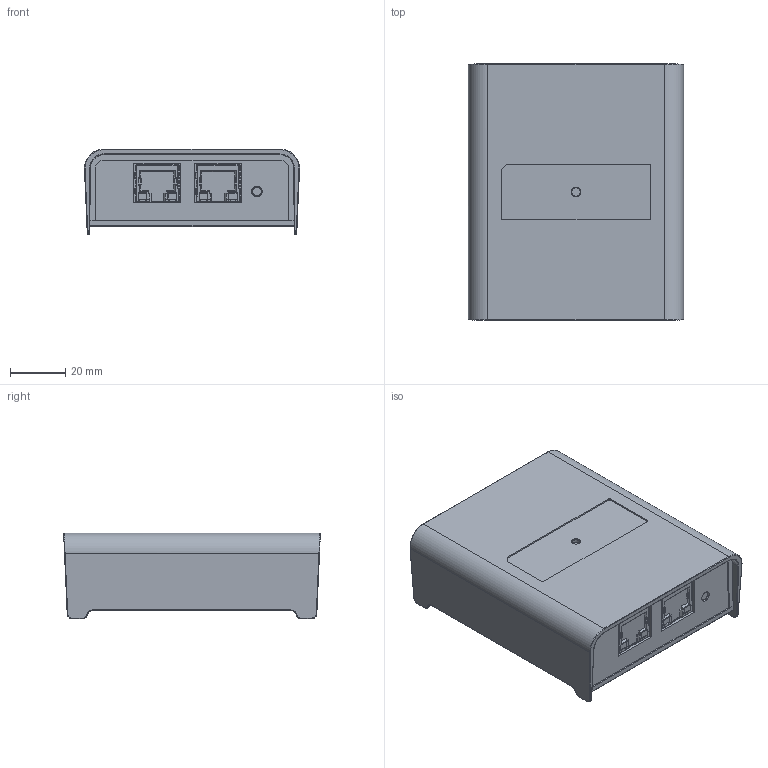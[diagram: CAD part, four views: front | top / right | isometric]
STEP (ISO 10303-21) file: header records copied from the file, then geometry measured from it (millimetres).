
FILE_DESCRIPTION(/* description */ (''),/* implementation_level */ '2;1');
FILE_NAME(/* name */ '71521-Octo mk2 for public release v2.step',/* time_stamp */ '2022-04-29T11:25:07+10:00',/* author */ (''),/* organization */ (''),/* preprocessor_version */ 'ST-DEVELOPER v18.1',/* originating_system */ 'Autodesk Translation Framework v10.14.0.1471',/* authorisation */ '');
FILE_SCHEMA (('AUTOMOTIVE_DESIGN { 1 0 10303 214 3 1 1 }'));
Products named in the file (2): 71521-Octo mk2 for public release; Component375
Assembly tree (1 placements, depth 2):
  71521-Octo mk2 for public release
    Component375
Bounding box: 77.91 x 92.98 x 31 mm (x, y, z)
Volume: 155479.5 mm3; surface area: 60494.7 mm2
Topology: 1 solids, 4 shells, 1528 faces, 4309 edges, 2737 vertices
Faces by surface type: plane 1025, cylinder 339, bspline 116, cone 27, sphere 20, torus 1
Full cylindrical faces by diameter (mm): 3.505 x1, 4.36 x4, 20.239 x1, 23.661 x1, 23.77 x1
Entity records: 51946 total; most frequent: CARTESIAN_POINT 12949, ORIENTED_EDGE 8578, DIRECTION 7489, EDGE_CURVE 4289, LINE 3153, VECTOR 3153, VERTEX_POINT 2737, AXIS2_PLACEMENT_3D 2168
